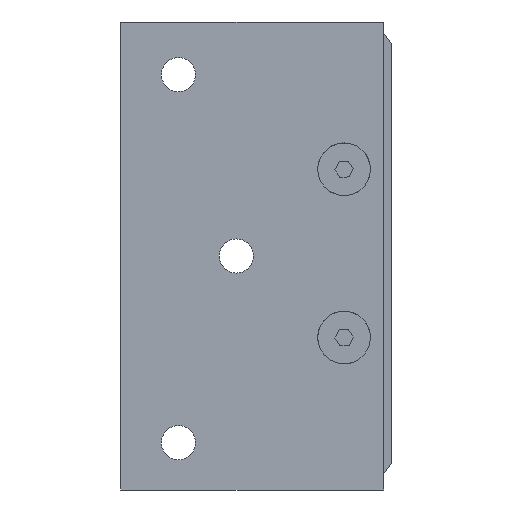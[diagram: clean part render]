
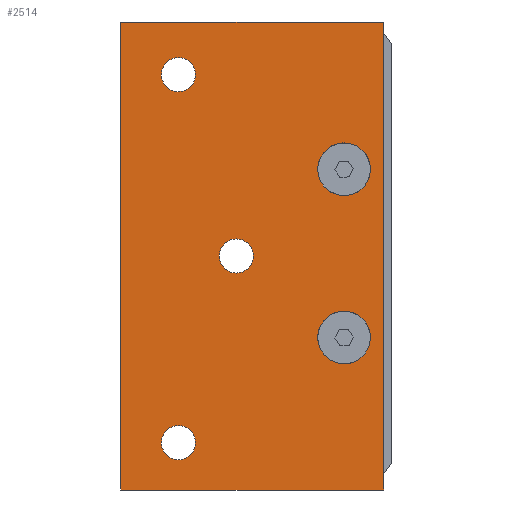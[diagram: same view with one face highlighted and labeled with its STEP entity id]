
A CAD part, front view. The second image highlights one B-rep face of the part: STEP entity #2514.
In plain terms, the highlighted planar face has unit normal (0, -1, 0).
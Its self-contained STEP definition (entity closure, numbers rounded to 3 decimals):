
#218=CIRCLE('',#2709,3.25);
#219=CIRCLE('',#2710,3.25);
#220=CIRCLE('',#2711,3.25);
#221=CIRCLE('',#2712,5.);
#222=CIRCLE('',#2713,5.);
#373=ORIENTED_EDGE('',*,*,#886,.F.);
#374=ORIENTED_EDGE('',*,*,#887,.F.);
#375=ORIENTED_EDGE('',*,*,#888,.F.);
#376=ORIENTED_EDGE('',*,*,#889,.T.);
#377=ORIENTED_EDGE('',*,*,#890,.T.);
#378=ORIENTED_EDGE('',*,*,#869,.T.);
#379=ORIENTED_EDGE('',*,*,#873,.T.);
#380=ORIENTED_EDGE('',*,*,#876,.T.);
#381=ORIENTED_EDGE('',*,*,#879,.T.);
#869=EDGE_CURVE('',#1135,#1136,#1332,.T.);
#873=EDGE_CURVE('',#1136,#1139,#1336,.T.);
#876=EDGE_CURVE('',#1139,#1141,#1339,.T.);
#879=EDGE_CURVE('',#1141,#1135,#1342,.T.);
#886=EDGE_CURVE('',#1148,#1148,#218,.T.);
#887=EDGE_CURVE('',#1149,#1149,#219,.T.);
#888=EDGE_CURVE('',#1150,#1150,#220,.T.);
#889=EDGE_CURVE('',#1151,#1151,#221,.T.);
#890=EDGE_CURVE('',#1152,#1152,#222,.T.);
#1135=VERTEX_POINT('',#3636);
#1136=VERTEX_POINT('',#3637);
#1139=VERTEX_POINT('',#3645);
#1141=VERTEX_POINT('',#3651);
#1148=VERTEX_POINT('',#3671);
#1149=VERTEX_POINT('',#3673);
#1150=VERTEX_POINT('',#3675);
#1151=VERTEX_POINT('',#3677);
#1152=VERTEX_POINT('',#3679);
#1332=LINE('',#3635,#1474);
#1336=LINE('',#3644,#1478);
#1339=LINE('',#3650,#1481);
#1342=LINE('',#3656,#1484);
#1474=VECTOR('',#2994,1000.);
#1478=VECTOR('',#3000,1000.);
#1481=VECTOR('',#3005,1000.);
#1484=VECTOR('',#3010,1000.);
#1626=EDGE_LOOP('',(#373));
#1627=EDGE_LOOP('',(#374));
#1628=EDGE_LOOP('',(#375));
#1629=EDGE_LOOP('',(#376));
#1630=EDGE_LOOP('',(#377));
#1631=EDGE_LOOP('',(#378,#379,#380,#381));
#1836=FACE_BOUND('',#1626,.T.);
#1837=FACE_BOUND('',#1627,.T.);
#1838=FACE_BOUND('',#1628,.T.);
#1839=FACE_BOUND('',#1629,.T.);
#1840=FACE_BOUND('',#1630,.T.);
#1841=FACE_BOUND('',#1631,.T.);
#2034=PLANE('',#2708);
#2514=ADVANCED_FACE('',(#1836,#1837,#1838,#1839,#1840,#1841),#2034,.T.);
#2708=AXIS2_PLACEMENT_3D('',#3669,#3024,#3025);
#2709=AXIS2_PLACEMENT_3D('',#3670,#3026,#3027);
#2710=AXIS2_PLACEMENT_3D('',#3672,#3028,#3029);
#2711=AXIS2_PLACEMENT_3D('',#3674,#3030,#3031);
#2712=AXIS2_PLACEMENT_3D('',#3676,#3032,#3033);
#2713=AXIS2_PLACEMENT_3D('',#3678,#3034,#3035);
#2994=DIRECTION('',(-1.,0.,0.));
#3000=DIRECTION('',(0.,0.,-1.));
#3005=DIRECTION('',(1.,0.,0.));
#3010=DIRECTION('',(0.,0.,1.));
#3024=DIRECTION('',(0.,-1.,0.));
#3025=DIRECTION('',(0.,0.,-1.));
#3026=DIRECTION('',(0.,-1.,0.));
#3027=DIRECTION('',(0.,0.,-1.));
#3028=DIRECTION('',(0.,-1.,0.));
#3029=DIRECTION('',(0.,0.,-1.));
#3030=DIRECTION('',(0.,-1.,0.));
#3031=DIRECTION('',(0.,0.,-1.));
#3032=DIRECTION('',(0.,1.,0.));
#3033=DIRECTION('',(0.,0.,-1.));
#3034=DIRECTION('',(0.,1.,0.));
#3035=DIRECTION('',(0.,0.,-1.));
#3635=CARTESIAN_POINT('',(50.,0.,89.));
#3636=CARTESIAN_POINT('',(50.,0.,89.));
#3637=CARTESIAN_POINT('',(0.,0.,89.));
#3644=CARTESIAN_POINT('',(0.,0.,89.));
#3645=CARTESIAN_POINT('',(0.,0.,0.));
#3650=CARTESIAN_POINT('',(0.,0.,0.));
#3651=CARTESIAN_POINT('',(50.,0.,0.));
#3656=CARTESIAN_POINT('',(50.,0.,0.));
#3669=CARTESIAN_POINT('',(0.,0.,0.));
#3670=CARTESIAN_POINT('',(11.,0.,9.));
#3671=CARTESIAN_POINT('',(11.,0.,5.75));
#3672=CARTESIAN_POINT('',(22.,0.,44.5));
#3673=CARTESIAN_POINT('',(22.,0.,41.25));
#3674=CARTESIAN_POINT('',(11.,0.,79.));
#3675=CARTESIAN_POINT('',(11.,0.,75.75));
#3676=CARTESIAN_POINT('',(42.5,0.,29.));
#3677=CARTESIAN_POINT('',(42.5,0.,24.));
#3678=CARTESIAN_POINT('',(42.5,0.,61.));
#3679=CARTESIAN_POINT('',(42.5,0.,56.));
